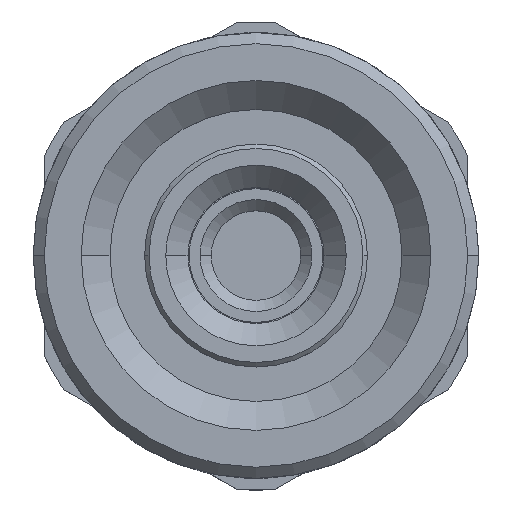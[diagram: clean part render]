
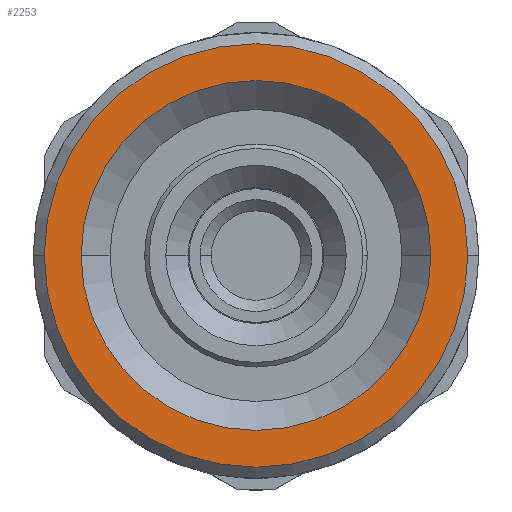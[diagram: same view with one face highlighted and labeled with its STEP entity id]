
A CAD part, top view. The second image highlights one B-rep face of the part: STEP entity #2253.
In plain terms, the highlighted planar face has unit normal (0, 0, 1).
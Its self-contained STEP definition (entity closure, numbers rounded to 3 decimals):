
#169 = CARTESIAN_POINT ( 'NONE',  ( 0., 7.85, 0. ) ) ;
#296 = CIRCLE ( 'NONE', #1510, 7.85 ) ;
#628 = VERTEX_POINT ( 'NONE', #1422 ) ;
#718 = ORIENTED_EDGE ( 'NONE', *, *, #1728, .T. ) ;
#800 = VERTEX_POINT ( 'NONE', #864 ) ;
#864 = CARTESIAN_POINT ( 'NONE',  ( -9.5, 0., 0. ) ) ;
#1112 = CARTESIAN_POINT ( 'NONE',  ( 7.85, 0., 0. ) ) ;
#1128 = PLANE ( 'NONE',  #3667 ) ;
#1153 = CARTESIAN_POINT ( 'NONE',  ( 0., 0., 0. ) ) ;
#1330 = DIRECTION ( 'NONE',  ( 1., 0., 0. ) ) ;
#1368 = CARTESIAN_POINT ( 'NONE',  ( -7.85, 0., 0. ) ) ;
#1422 = CARTESIAN_POINT ( 'NONE',  ( 9.5, 0., 0. ) ) ;
#1442 = DIRECTION ( 'NONE',  ( 1., 0., 0. ) ) ;
#1510 = AXIS2_PLACEMENT_3D ( 'NONE', #2008, #1948, #1878 ) ;
#1578 = DIRECTION ( 'NONE',  ( 0., 0., -1. ) ) ;
#1580 = DIRECTION ( 'NONE',  ( 0., 0., 1. ) ) ;
#1606 = AXIS2_PLACEMENT_3D ( 'NONE', #3620, #2023, #1330 ) ;
#1728 = EDGE_CURVE ( 'NONE', #628, #800, #3487, .T. ) ;
#1878 = DIRECTION ( 'NONE',  ( 1., 0., 0. ) ) ;
#1948 = DIRECTION ( 'NONE',  ( 0., 0., 1. ) ) ;
#2008 = CARTESIAN_POINT ( 'NONE',  ( 0., 0., 0. ) ) ;
#2023 = DIRECTION ( 'NONE',  ( 0., 0., 1. ) ) ;
#2128 = CIRCLE ( 'NONE', #2930, 7.85 ) ;
#2214 = EDGE_CURVE ( 'NONE', #3214, #2297, #296, .T. ) ;
#2232 = EDGE_LOOP ( 'NONE', ( #3539, #2425 ) ) ;
#2253 = ADVANCED_FACE ( 'NONE', ( #2376, #3176 ), #1128, .F. ) ;
#2297 = VERTEX_POINT ( 'NONE', #1368 ) ;
#2376 = FACE_BOUND ( 'NONE', #2232, .T. ) ;
#2425 = ORIENTED_EDGE ( 'NONE', *, *, #3583, .F. ) ;
#2567 = AXIS2_PLACEMENT_3D ( 'NONE', #1153, #3191, #1442 ) ;
#2676 = EDGE_CURVE ( 'NONE', #800, #628, #3609, .T. ) ;
#2930 = AXIS2_PLACEMENT_3D ( 'NONE', #3339, #1580, #3617 ) ;
#2964 = ORIENTED_EDGE ( 'NONE', *, *, #2676, .T. ) ;
#3176 = FACE_OUTER_BOUND ( 'NONE', #3562, .T. ) ;
#3191 = DIRECTION ( 'NONE',  ( 0., 0., 1. ) ) ;
#3214 = VERTEX_POINT ( 'NONE', #1112 ) ;
#3339 = CARTESIAN_POINT ( 'NONE',  ( 0., 0., 0. ) ) ;
#3487 = CIRCLE ( 'NONE', #1606, 9.5 ) ;
#3539 = ORIENTED_EDGE ( 'NONE', *, *, #2214, .F. ) ;
#3562 = EDGE_LOOP ( 'NONE', ( #2964, #718 ) ) ;
#3583 = EDGE_CURVE ( 'NONE', #2297, #3214, #2128, .T. ) ;
#3586 = DIRECTION ( 'NONE',  ( -1., 0., 0. ) ) ;
#3609 = CIRCLE ( 'NONE', #2567, 9.5 ) ;
#3617 = DIRECTION ( 'NONE',  ( 1., 0., 0. ) ) ;
#3620 = CARTESIAN_POINT ( 'NONE',  ( 0., 0., 0. ) ) ;
#3667 = AXIS2_PLACEMENT_3D ( 'NONE', #169, #1578, #3586 ) ;
